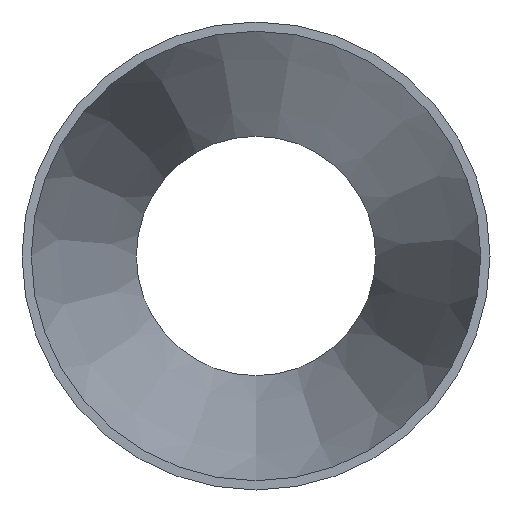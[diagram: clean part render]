
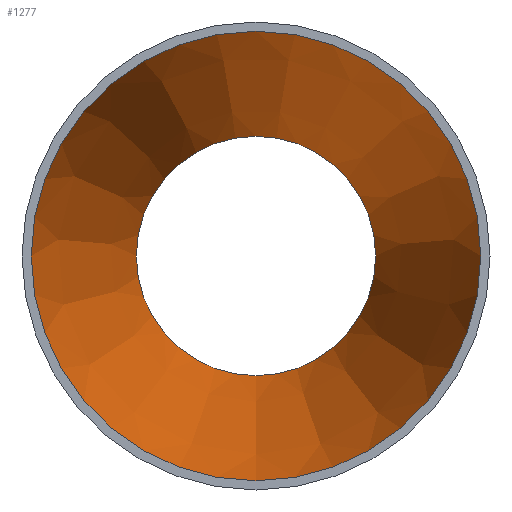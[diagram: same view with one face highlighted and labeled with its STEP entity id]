
A CAD part, front view. The second image highlights one B-rep face of the part: STEP entity #1277.
In plain terms, the highlighted conical face has half-angle 14.036 degrees and reference radius 74.908 mm.
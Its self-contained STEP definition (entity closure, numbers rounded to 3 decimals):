
#787 = CIRCLE ( 'NONE', #20594, 39.908 ) ;
#1277 = ADVANCED_FACE ( 'NONE', ( #32696, #16727 ), #26442, .F. ) ;
#6066 = AXIS2_PLACEMENT_3D ( 'NONE', #30380, #27541, #9086 ) ;
#6177 = DIRECTION ( 'NONE',  ( 0., 0., -1. ) ) ;
#7774 = EDGE_CURVE ( 'NONE', #21492, #21492, #787, .T. ) ;
#8717 = CARTESIAN_POINT ( 'NONE',  ( 0., 140., -39.908 ) ) ;
#9086 = DIRECTION ( 'NONE',  ( 0., 0., -1. ) ) ;
#11048 = VERTEX_POINT ( 'NONE', #26997 ) ;
#12698 = AXIS2_PLACEMENT_3D ( 'NONE', #16242, #31860, #13081 ) ;
#12773 = ORIENTED_EDGE ( 'NONE', *, *, #7774, .F. ) ;
#13081 = DIRECTION ( 'NONE',  ( 0., 0., -1. ) ) ;
#16126 = EDGE_CURVE ( 'NONE', #11048, #11048, #30221, .T. ) ;
#16242 = CARTESIAN_POINT ( 'NONE',  ( 0., 0., 0. ) ) ;
#16727 = FACE_OUTER_BOUND ( 'NONE', #18685, .T. ) ;
#18685 = EDGE_LOOP ( 'NONE', ( #33927 ) ) ;
#20594 = AXIS2_PLACEMENT_3D ( 'NONE', #22310, #22474, #6177 ) ;
#21492 = VERTEX_POINT ( 'NONE', #8717 ) ;
#22310 = CARTESIAN_POINT ( 'NONE',  ( 0., 140., 0. ) ) ;
#22474 = DIRECTION ( 'NONE',  ( 0., -1., 0. ) ) ;
#26442 = CONICAL_SURFACE ( 'NONE', #6066, 74.908, 0.245 ) ;
#26997 = CARTESIAN_POINT ( 'NONE',  ( 0., 0., -74.908 ) ) ;
#27541 = DIRECTION ( 'NONE',  ( 0., -1., 0. ) ) ;
#28965 = EDGE_LOOP ( 'NONE', ( #12773 ) ) ;
#30221 = CIRCLE ( 'NONE', #12698, 74.908 ) ;
#30380 = CARTESIAN_POINT ( 'NONE',  ( 0., 0., 0. ) ) ;
#31860 = DIRECTION ( 'NONE',  ( 0., -1., 0. ) ) ;
#32696 = FACE_BOUND ( 'NONE', #28965, .T. ) ;
#33927 = ORIENTED_EDGE ( 'NONE', *, *, #16126, .T. ) ;
